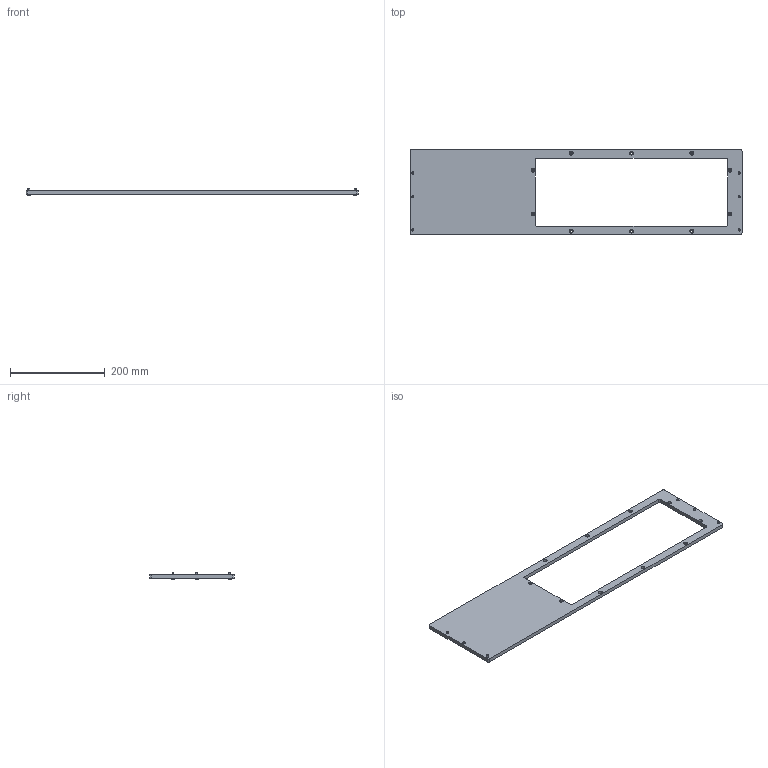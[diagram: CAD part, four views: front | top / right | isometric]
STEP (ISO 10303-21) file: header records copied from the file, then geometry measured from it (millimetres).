
FILE_DESCRIPTION (( 'STEP AP214' ), '1' );
FILE_NAME ('INGUN_113966.STEP', '2024-03-12T10:20:56', ( '' ), ( '' ), 'SwSTEP 2.0', 'SolidWorks 2021', '' );
FILE_SCHEMA (( 'AUTOMOTIVE_DESIGN' ));
Length unit declared in the file: millimetre
Products named in the file (3): ISO7380~n_M04,0x012; INGUN_113966; 113963~0_S
Assembly tree (7 placements, depth 2):
  INGUN_113966
    113963~0_S
    ISO7380~n_M04,0x012  x6
Bounding box: 700 x 178 x 14.2 mm (x, y, z)
Volume: 530050 mm3; surface area: 159319.2 mm2
Topology: 7 solids, 7 shells, 254 faces, 630 edges, 412 vertices
Faces by surface type: cylinder 186, plane 44, cone 12, torus 12
Entity records: 3583 total; most frequent: DIRECTION 681, CARTESIAN_POINT 576, ORIENTED_EDGE 550, AXIS2_PLACEMENT_3D 287, EDGE_CURVE 275, VERTEX_POINT 182, CIRCLE 168, EDGE_LOOP 155
